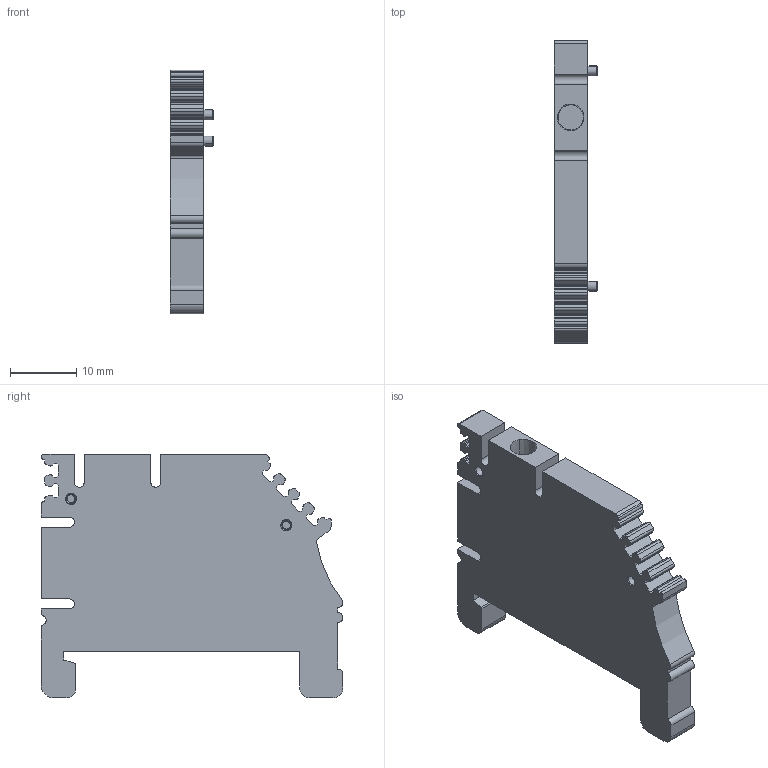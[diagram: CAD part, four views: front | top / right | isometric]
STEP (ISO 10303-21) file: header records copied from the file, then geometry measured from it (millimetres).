
FILE_DESCRIPTION(('CATIA V5 STEP Exchange','CAx-IF Rec.Pracs.--- Model Styling and Organization---1.4--- 2014-01-23'),'2;1');
FILE_NAME ('D1448133_0', '2020-06-18T10:40:32+00:00', ('none'), ('Weidmueller'), 'CATIA Version 5-6 Release 2016 SP3 HF44', 'CATIA V5 STEP AP214', 'none');
FILE_SCHEMA(('AUTOMOTIVE_DESIGN { 1 0 10303 214 1 1 1 1 }'));
Length unit declared in the file: millimetre
Products named in the file (1): 1068260000
Bounding box: 6.6 x 45.4 x 36.7 mm (x, y, z)
Volume: 6179.9 mm3; surface area: 3883.6 mm2
Topology: 1 solids, 1 shells, 188 faces, 526 edges, 346 vertices
Faces by surface type: plane 102, cylinder 66, cone 12, torus 8
Entity records: 5765 total; most frequent: ORIENTED_EDGE 1052, CARTESIAN_POINT 1030, DIRECTION 840, EDGE_CURVE 526, VECTOR 360, LINE 360, VERTEX_POINT 346, AXIS2_PLACEMENT_3D 324
